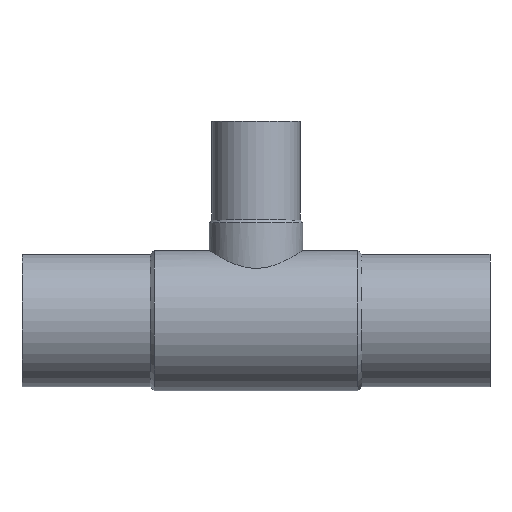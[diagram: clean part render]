
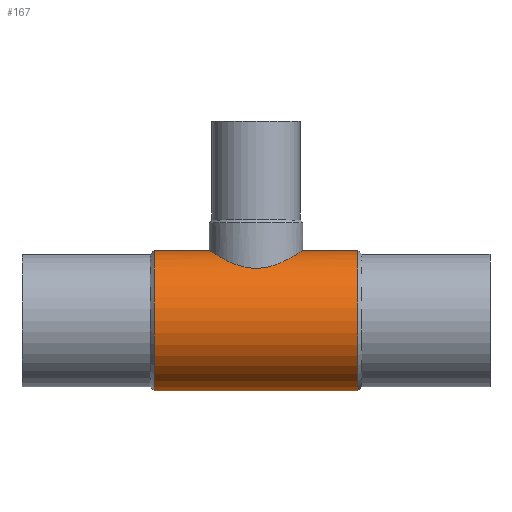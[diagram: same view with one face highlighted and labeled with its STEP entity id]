
A CAD part, top view. The second image highlights one B-rep face of the part: STEP entity #167.
In plain terms, the highlighted cylindrical face has radius 39.75 mm (diameter 79.5 mm), a partial arc.
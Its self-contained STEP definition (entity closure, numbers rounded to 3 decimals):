
#129 = VERTEX_POINT( '', #355 );
#133 = EDGE_CURVE( '', #199, #157, #360, .T. );
#155 = VERTEX_POINT( '', #386 );
#157 = VERTEX_POINT( '', #388 );
#167 = ADVANCED_FACE( '', ( #401 ), #402, .T. );
#199 = VERTEX_POINT( '', #435 );
#207 = EDGE_CURVE( '', #199, #129, #443, .T. );
#213 = VERTEX_POINT( '', #450 );
#269 = EDGE_CURVE( '', #213, #155, #517, .T. );
#273 = EDGE_CURVE( '', #129, #295, #521, .T. );
#275 = EDGE_CURVE( '', #295, #213, #523, .T. );
#295 = VERTEX_POINT( '', #544 );
#329 = EDGE_CURVE( '', #155, #157, #582, .T. );
#355 = CARTESIAN_POINT( '', ( -74.75, -39.75, 0. ) );
#360 = CIRCLE( '', #604, 39.75 );
#386 = CARTESIAN_POINT( '', ( -159., 39.75, 0. ) );
#388 = CARTESIAN_POINT( '', ( -190.25, 39.75, 0. ) );
#401 = FACE_OUTER_BOUND( '', #684, .T. );
#402 = CYLINDRICAL_SURFACE( '', #685, 39.75 );
#435 = CARTESIAN_POINT( '', ( -190.25, -39.75, 0. ) );
#443 = LINE( '', #768, #769 );
#450 = CARTESIAN_POINT( '', ( -106., 39.75, 0. ) );
#517 = B_SPLINE_CURVE_WITH_KNOTS( '', 3, ( #891, #892, #893, #894, #895, #896, #897, #898, #899, #900, #901, #902, #903, #904, #905, #906, #907, #908, #909, #910, #911, #912, #913, #914, #915, #916, #917, #918, #919, #920, #921, #922, #923, #924, #925, #926, #927, #928, #929, #930, #931, #932, #933, #934, #935, #936, #937, #938, #939, #940, #941, #942, #943, #944, #945, #946, #947, #948, #949, #950, #951, #952 ), .UNSPECIFIED., .F., .F., ( 4, 2, 2, 2, 2, 2, 2, 2, 2, 2, 2, 2, 2, 2, 2, 2, 2, 2, 2, 2, 2, 2, 2, 2, 2, 2, 2, 2, 2, 2, 4 ), ( 41.59, 44.175, 46.76, 49.345, 51.93, 54.515, 57.1, 59.685, 62.27, 64.884, 67.497, 72.725, 75.338, 77.952, 80.566, 83.18, 85.793, 88.407, 91.021, 93.635, 98.862, 101.476, 104.09, 106.675, 109.26, 111.845, 114.43, 117.015, 119.6, 122.185, 124.77 ), .UNSPECIFIED. );
#521 = CIRCLE( '', #958, 39.75 );
#523 = LINE( '', #961, #962 );
#544 = CARTESIAN_POINT( '', ( -74.75, 39.75, 0. ) );
#582 = LINE( '', #1122, #1123 );
#604 = AXIS2_PLACEMENT_3D( '', #1144, #1145, #1146 );
#684 = EDGE_LOOP( '', ( #1212, #1213, #1214, #1215, #1216, #1217 ) );
#685 = AXIS2_PLACEMENT_3D( '', #1218, #1219, #1220 );
#768 = CARTESIAN_POINT( '', ( -132.5, -39.75, 0. ) );
#769 = VECTOR( '', #1245, 1. );
#891 = CARTESIAN_POINT( '', ( -106., 39.75, 0. ) );
#892 = CARTESIAN_POINT( '', ( -106., 39.75, 0.862 ) );
#893 = CARTESIAN_POINT( '', ( -106.042, 39.722, 1.734 ) );
#894 = CARTESIAN_POINT( '', ( -106.215, 39.607, 3.481 ) );
#895 = CARTESIAN_POINT( '', ( -106.346, 39.52, 4.357 ) );
#896 = CARTESIAN_POINT( '', ( -106.695, 39.29, 6.095 ) );
#897 = CARTESIAN_POINT( '', ( -106.914, 39.146, 6.958 ) );
#898 = CARTESIAN_POINT( '', ( -107.437, 38.806, 8.654 ) );
#899 = CARTESIAN_POINT( '', ( -107.741, 38.61, 9.488 ) );
#900 = CARTESIAN_POINT( '', ( -108.427, 38.174, 11.114 ) );
#901 = CARTESIAN_POINT( '', ( -108.809, 37.934, 11.906 ) );
#902 = CARTESIAN_POINT( '', ( -109.644, 37.418, 13.439 ) );
#903 = CARTESIAN_POINT( '', ( -110.096, 37.143, 14.179 ) );
#904 = CARTESIAN_POINT( '', ( -111.059, 36.57, 15.597 ) );
#905 = CARTESIAN_POINT( '', ( -111.57, 36.272, 16.275 ) );
#906 = CARTESIAN_POINT( '', ( -112.636, 35.668, 17.561 ) );
#907 = CARTESIAN_POINT( '', ( -113.192, 35.361, 18.168 ) );
#908 = CARTESIAN_POINT( '', ( -114.338, 34.748, 19.315 ) );
#909 = CARTESIAN_POINT( '', ( -114.951, 34.431, 19.874 ) );
#910 = CARTESIAN_POINT( '', ( -116.243, 33.79, 20.944 ) );
#911 = CARTESIAN_POINT( '', ( -116.922, 33.468, 21.455 ) );
#912 = CARTESIAN_POINT( '', ( -119.048, 32.514, 22.896 ) );
#913 = CARTESIAN_POINT( '', ( -120.584, 31.898, 23.735 ) );
#914 = CARTESIAN_POINT( '', ( -123.009, 31.102, 24.758 ) );
#915 = CARTESIAN_POINT( '', ( -123.838, 30.857, 25.06 ) );
#916 = CARTESIAN_POINT( '', ( -125.526, 30.427, 25.581 ) );
#917 = CARTESIAN_POINT( '', ( -126.385, 30.24, 25.8 ) );
#918 = CARTESIAN_POINT( '', ( -128.12, 29.938, 26.151 ) );
#919 = CARTESIAN_POINT( '', ( -128.996, 29.822, 26.282 ) );
#920 = CARTESIAN_POINT( '', ( -130.751, 29.667, 26.457 ) );
#921 = CARTESIAN_POINT( '', ( -131.629, 29.628, 26.5 ) );
#922 = CARTESIAN_POINT( '', ( -133.371, 29.628, 26.5 ) );
#923 = CARTESIAN_POINT( '', ( -134.249, 29.667, 26.457 ) );
#924 = CARTESIAN_POINT( '', ( -136.004, 29.822, 26.282 ) );
#925 = CARTESIAN_POINT( '', ( -136.88, 29.938, 26.151 ) );
#926 = CARTESIAN_POINT( '', ( -138.615, 30.24, 25.8 ) );
#927 = CARTESIAN_POINT( '', ( -139.474, 30.427, 25.581 ) );
#928 = CARTESIAN_POINT( '', ( -141.162, 30.857, 25.06 ) );
#929 = CARTESIAN_POINT( '', ( -141.991, 31.102, 24.758 ) );
#930 = CARTESIAN_POINT( '', ( -144.416, 31.898, 23.735 ) );
#931 = CARTESIAN_POINT( '', ( -145.952, 32.514, 22.896 ) );
#932 = CARTESIAN_POINT( '', ( -148.078, 33.468, 21.455 ) );
#933 = CARTESIAN_POINT( '', ( -148.757, 33.79, 20.944 ) );
#934 = CARTESIAN_POINT( '', ( -150.049, 34.431, 19.874 ) );
#935 = CARTESIAN_POINT( '', ( -150.662, 34.748, 19.315 ) );
#936 = CARTESIAN_POINT( '', ( -151.808, 35.361, 18.168 ) );
#937 = CARTESIAN_POINT( '', ( -152.364, 35.668, 17.561 ) );
#938 = CARTESIAN_POINT( '', ( -153.43, 36.272, 16.275 ) );
#939 = CARTESIAN_POINT( '', ( -153.941, 36.57, 15.597 ) );
#940 = CARTESIAN_POINT( '', ( -154.904, 37.143, 14.179 ) );
#941 = CARTESIAN_POINT( '', ( -155.356, 37.418, 13.439 ) );
#942 = CARTESIAN_POINT( '', ( -156.191, 37.934, 11.906 ) );
#943 = CARTESIAN_POINT( '', ( -156.573, 38.174, 11.114 ) );
#944 = CARTESIAN_POINT( '', ( -157.259, 38.61, 9.488 ) );
#945 = CARTESIAN_POINT( '', ( -157.563, 38.806, 8.654 ) );
#946 = CARTESIAN_POINT( '', ( -158.086, 39.146, 6.958 ) );
#947 = CARTESIAN_POINT( '', ( -158.305, 39.29, 6.095 ) );
#948 = CARTESIAN_POINT( '', ( -158.654, 39.52, 4.357 ) );
#949 = CARTESIAN_POINT( '', ( -158.785, 39.607, 3.481 ) );
#950 = CARTESIAN_POINT( '', ( -158.958, 39.722, 1.734 ) );
#951 = CARTESIAN_POINT( '', ( -159., 39.75, 0.862 ) );
#952 = CARTESIAN_POINT( '', ( -159., 39.75, 0. ) );
#958 = AXIS2_PLACEMENT_3D( '', #1351, #1352, #1353 );
#961 = CARTESIAN_POINT( '', ( -132.5, 39.75, 0. ) );
#962 = VECTOR( '', #1354, 1. );
#1122 = CARTESIAN_POINT( '', ( -132.5, 39.75, 0. ) );
#1123 = VECTOR( '', #1414, 1. );
#1144 = CARTESIAN_POINT( '', ( -190.25, 0., 0. ) );
#1145 = DIRECTION( '', ( -1., 0., 0. ) );
#1146 = DIRECTION( '', ( 0., 1., 0. ) );
#1212 = ORIENTED_EDGE( '', *, *, #275, .T. );
#1213 = ORIENTED_EDGE( '', *, *, #269, .T. );
#1214 = ORIENTED_EDGE( '', *, *, #329, .T. );
#1215 = ORIENTED_EDGE( '', *, *, #133, .F. );
#1216 = ORIENTED_EDGE( '', *, *, #207, .T. );
#1217 = ORIENTED_EDGE( '', *, *, #273, .T. );
#1218 = CARTESIAN_POINT( '', ( -132.5, 0., 0. ) );
#1219 = DIRECTION( '', ( 1., 0., 0. ) );
#1220 = DIRECTION( '', ( 0., 1., 0. ) );
#1245 = DIRECTION( '', ( 1., 0., 0. ) );
#1351 = CARTESIAN_POINT( '', ( -74.75, 0., 0. ) );
#1352 = DIRECTION( '', ( -1., 0., 0. ) );
#1353 = DIRECTION( '', ( 0., 1., 0. ) );
#1354 = DIRECTION( '', ( -1., 0., 0. ) );
#1414 = DIRECTION( '', ( -1., 0., 0. ) );
